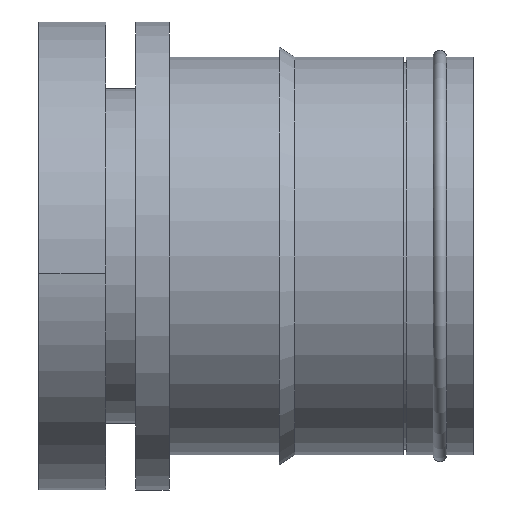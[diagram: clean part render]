
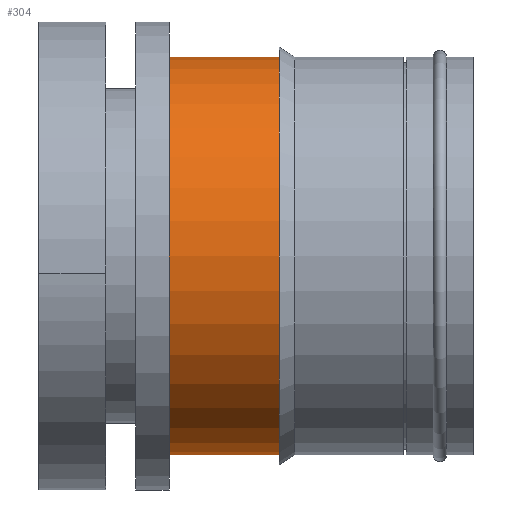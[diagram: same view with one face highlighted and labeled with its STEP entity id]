
A CAD part, left-side view. The second image highlights one B-rep face of the part: STEP entity #304.
In plain terms, the highlighted cylindrical face has radius 5.95 mm (diameter 11.9 mm), a partial arc.
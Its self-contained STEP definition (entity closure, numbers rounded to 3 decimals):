
#28 = ORIENTED_EDGE ( 'NONE', *, *, #147, .T. ) ;
#64 = VERTEX_POINT ( 'NONE', #976 ) ;
#65 = LINE ( 'NONE', #458, #501 ) ;
#103 = CYLINDRICAL_SURFACE ( 'NONE', #895, 5.95 ) ;
#147 = EDGE_CURVE ( 'NONE', #705, #64, #270, .T. ) ;
#185 = VECTOR ( 'NONE', #221, 1000. ) ;
#213 = ORIENTED_EDGE ( 'NONE', *, *, #1027, .F. ) ;
#216 = FACE_OUTER_BOUND ( 'NONE', #720, .T. ) ;
#221 = DIRECTION ( 'NONE',  ( 0., -1., 0. ) ) ;
#270 = CIRCLE ( 'NONE', #841, 5.95 ) ;
#304 = ADVANCED_FACE ( 'NONE', ( #216 ), #103, .T. ) ;
#308 = ORIENTED_EDGE ( 'NONE', *, *, #371, .T. ) ;
#319 = CARTESIAN_POINT ( 'NONE',  ( 0., 0., 5.95 ) ) ;
#339 = VERTEX_POINT ( 'NONE', #865 ) ;
#371 = EDGE_CURVE ( 'NONE', #64, #339, #65, .T. ) ;
#458 = CARTESIAN_POINT ( 'NONE',  ( 0., 0., -5.95 ) ) ;
#493 = CARTESIAN_POINT ( 'NONE',  ( 0., 9.1, 0. ) ) ;
#501 = VECTOR ( 'NONE', #615, 1000. ) ;
#579 = DIRECTION ( 'NONE',  ( 0., 0., -1. ) ) ;
#614 = CARTESIAN_POINT ( 'NONE',  ( 0., 0., 0. ) ) ;
#615 = DIRECTION ( 'NONE',  ( 0., -1., 0. ) ) ;
#700 = DIRECTION ( 'NONE',  ( 0., 0., -1. ) ) ;
#705 = VERTEX_POINT ( 'NONE', #956 ) ;
#720 = EDGE_LOOP ( 'NONE', ( #814, #28, #308, #213 ) ) ;
#744 = DIRECTION ( 'NONE',  ( 0., 0., -1. ) ) ;
#814 = ORIENTED_EDGE ( 'NONE', *, *, #824, .F. ) ;
#816 = DIRECTION ( 'NONE',  ( 0., -1., 0. ) ) ;
#824 = EDGE_CURVE ( 'NONE', #705, #858, #1032, .T. ) ;
#841 = AXIS2_PLACEMENT_3D ( 'NONE', #493, #910, #579 ) ;
#858 = VERTEX_POINT ( 'NONE', #961 ) ;
#865 = CARTESIAN_POINT ( 'NONE',  ( 0., 5.8, -5.95 ) ) ;
#895 = AXIS2_PLACEMENT_3D ( 'NONE', #614, #938, #700 ) ;
#897 = CIRCLE ( 'NONE', #1044, 5.95 ) ;
#910 = DIRECTION ( 'NONE',  ( 0., -1., 0. ) ) ;
#938 = DIRECTION ( 'NONE',  ( 0., -1., 0. ) ) ;
#956 = CARTESIAN_POINT ( 'NONE',  ( 0., 9.1, 5.95 ) ) ;
#961 = CARTESIAN_POINT ( 'NONE',  ( 0., 5.8, 5.95 ) ) ;
#976 = CARTESIAN_POINT ( 'NONE',  ( 0., 9.1, -5.95 ) ) ;
#1027 = EDGE_CURVE ( 'NONE', #858, #339, #897, .T. ) ;
#1032 = LINE ( 'NONE', #319, #185 ) ;
#1044 = AXIS2_PLACEMENT_3D ( 'NONE', #1051, #816, #744 ) ;
#1051 = CARTESIAN_POINT ( 'NONE',  ( 0., 5.8, 0. ) ) ;
